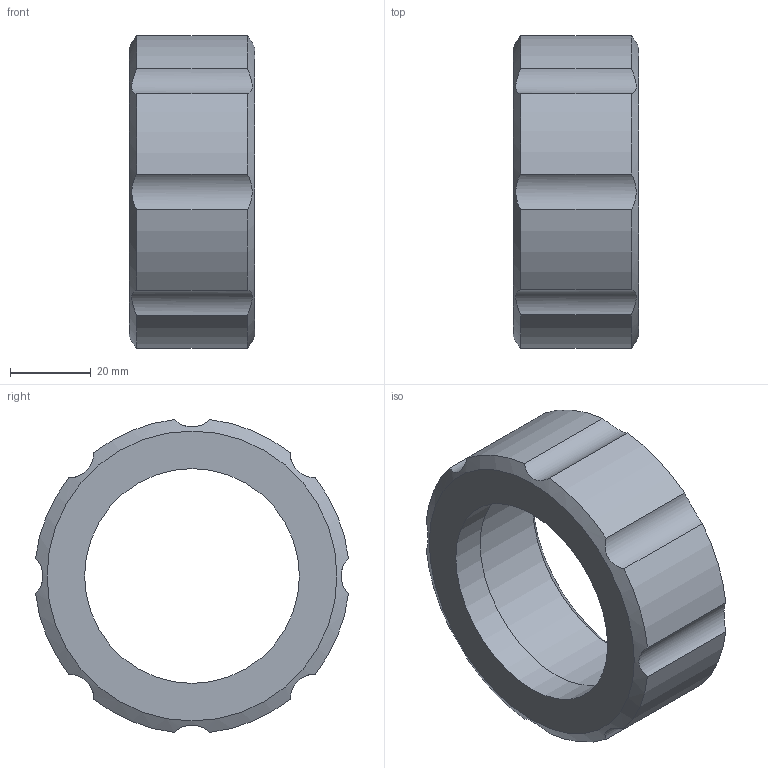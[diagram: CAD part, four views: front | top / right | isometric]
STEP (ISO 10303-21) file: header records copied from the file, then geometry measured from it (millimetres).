
FILE_DESCRIPTION( ( 'STEP AP203' ), '1' );
FILE_NAME( '11024404011(architecture400).stp', '2022-05-12T12:28:19', ( 'License CC BY-ND 4.0' ), ( 'CADENAS' ), ' ', 'PARTsolutions', ' ' );
FILE_SCHEMA( ( 'CONFIG_CONTROL_DESIGN' ) );
Length unit declared in the file: millimetre
Products named in the file (1): _11024404011(architecture400)
Bounding box: 31 x 77.5 x 77.5 mm (x, y, z)
Volume: 67810.1 mm3; surface area: 17357.8 mm2
Topology: 1 solids, 1 shells, 24 faces, 62 edges, 41 vertices
Faces by surface type: cylinder 18, cone 3, plane 3
Full cylindrical faces by diameter (mm): 53.2 x1, 56.7 x1
Entity records: 1098 total; most frequent: CARTESIAN_POINT 503, DIRECTION 112, ORIENTED_EDGE 110, EDGE_CURVE 55, AXIS2_PLACEMENT_3D 48, VERTEX_POINT 39, EDGE_LOOP 32, FACE_OUTER_BOUND 26
